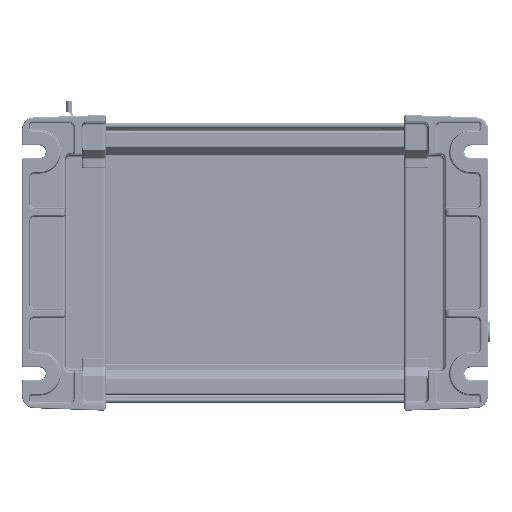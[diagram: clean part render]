
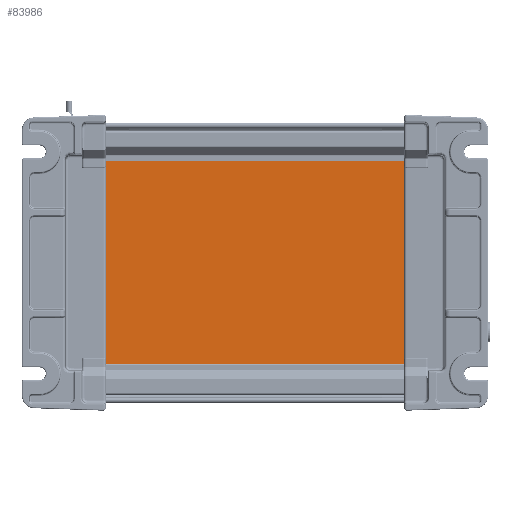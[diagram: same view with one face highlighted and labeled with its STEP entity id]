
A CAD part, left-side view. The second image highlights one B-rep face of the part: STEP entity #83986.
In plain terms, the highlighted face is planar.
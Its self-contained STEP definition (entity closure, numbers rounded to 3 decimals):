
#7630=FACE_OUTER_BOUND('',#12787,.T.);
#12787=EDGE_LOOP('',(#57251,#57252,#57253,#57254));
#18045=LINE('',#121158,#24498);
#18288=LINE('',#122037,#24741);
#18686=LINE('',#123117,#25139);
#18687=LINE('',#123119,#25140);
#24498=VECTOR('',#97704,82.2);
#24741=VECTOR('',#98341,82.2);
#25139=VECTOR('',#99487,10.);
#25140=VECTOR('',#99490,10.);
#34228=VERTEX_POINT('',#121155);
#34229=VERTEX_POINT('',#121157);
#34667=VERTEX_POINT('',#122034);
#34668=VERTEX_POINT('',#122036);
#42483=EDGE_CURVE('',#34228,#34229,#18045,.T.);
#42922=EDGE_CURVE('',#34667,#34668,#18288,.T.);
#43465=EDGE_CURVE('',#34667,#34229,#18686,.T.);
#43466=EDGE_CURVE('',#34668,#34228,#18687,.T.);
#57251=ORIENTED_EDGE('',*,*,#43465,.T.);
#57252=ORIENTED_EDGE('',*,*,#42483,.F.);
#57253=ORIENTED_EDGE('',*,*,#43466,.F.);
#57254=ORIENTED_EDGE('',*,*,#42922,.F.);
#81943=PLANE('',#89764);
#83986=ADVANCED_FACE('',(#7630),#81943,.T.);
#89764=AXIS2_PLACEMENT_3D('',#123118,#99488,#99489);
#97704=DIRECTION('',(1.,0.,0.));
#98341=DIRECTION('',(-1.,0.,0.));
#99487=DIRECTION('',(0.,-1.,0.));
#99488=DIRECTION('center_axis',(0.,0.,-1.));
#99489=DIRECTION('ref_axis',(1.,0.,0.));
#99490=DIRECTION('',(0.,-1.,0.));
#121155=CARTESIAN_POINT('',(-149.56,-130.6,148.017));
#121157=CARTESIAN_POINT('',(-67.36,-130.6,148.017));
#121158=CARTESIAN_POINT('',(-149.56,-130.6,148.017));
#122034=CARTESIAN_POINT('',(-67.36,10.,148.017));
#122036=CARTESIAN_POINT('',(-149.56,10.,148.017));
#122037=CARTESIAN_POINT('',(-149.56,10.,148.017));
#123117=CARTESIAN_POINT('',(-67.36,-120.6,148.017));
#123118=CARTESIAN_POINT('Origin',(-149.56,0.,148.017));
#123119=CARTESIAN_POINT('',(-149.56,-120.6,148.017));
